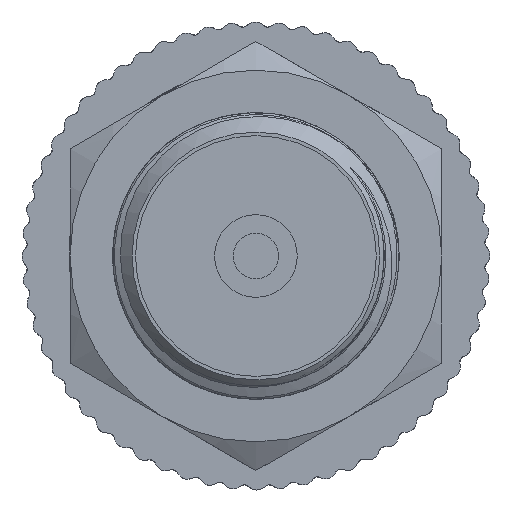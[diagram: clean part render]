
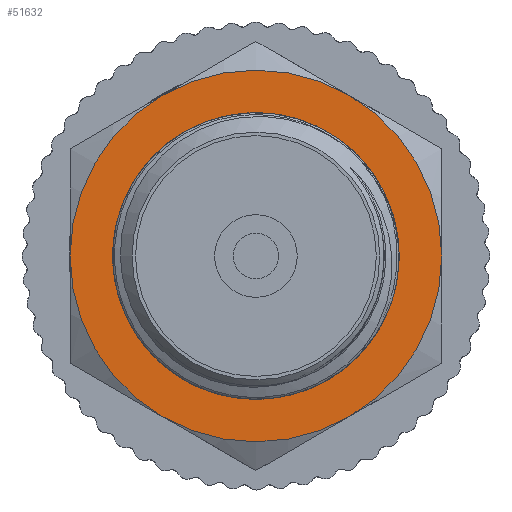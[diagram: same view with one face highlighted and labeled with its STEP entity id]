
A CAD part, left-side view. The second image highlights one B-rep face of the part: STEP entity #51632.
In plain terms, the highlighted face is planar.
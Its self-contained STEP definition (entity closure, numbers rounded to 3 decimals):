
#1060=FACE_BOUND('',#8366,.T.);
#2959=PLANE('',#55676);
#5645=FACE_OUTER_BOUND('',#8365,.T.);
#8365=EDGE_LOOP('',(#48157));
#8366=EDGE_LOOP('',(#48158));
#9199=CIRCLE('',#55675,13.5);
#9200=CIRCLE('',#55677,10.);
#24706=VERTEX_POINT('',#115157);
#24707=VERTEX_POINT('',#115161);
#32527=EDGE_CURVE('',#24706,#24706,#9199,.T.);
#32529=EDGE_CURVE('',#24707,#24707,#9200,.T.);
#48157=ORIENTED_EDGE('',*,*,#32527,.T.);
#48158=ORIENTED_EDGE('',*,*,#32529,.F.);
#51632=ADVANCED_FACE('',(#5645,#1060),#2959,.T.);
#55675=AXIS2_PLACEMENT_3D('',#115158,#67873,#67874);
#55676=AXIS2_PLACEMENT_3D('',#115160,#67876,#67877);
#55677=AXIS2_PLACEMENT_3D('',#115162,#67878,#67879);
#67873=DIRECTION('center_axis',(1.,0.,0.));
#67874=DIRECTION('ref_axis',(0.,0.,-1.));
#67876=DIRECTION('center_axis',(1.,0.,0.));
#67877=DIRECTION('ref_axis',(0.,0.,-1.));
#67878=DIRECTION('center_axis',(1.,0.,0.));
#67879=DIRECTION('ref_axis',(0.,0.,-1.));
#115157=CARTESIAN_POINT('',(-17.,-13.5,0.));
#115158=CARTESIAN_POINT('Origin',(-17.,0.,0.));
#115160=CARTESIAN_POINT('Origin',(-17.,10.,0.));
#115161=CARTESIAN_POINT('',(-17.,0.,10.));
#115162=CARTESIAN_POINT('Origin',(-17.,0.,0.));
